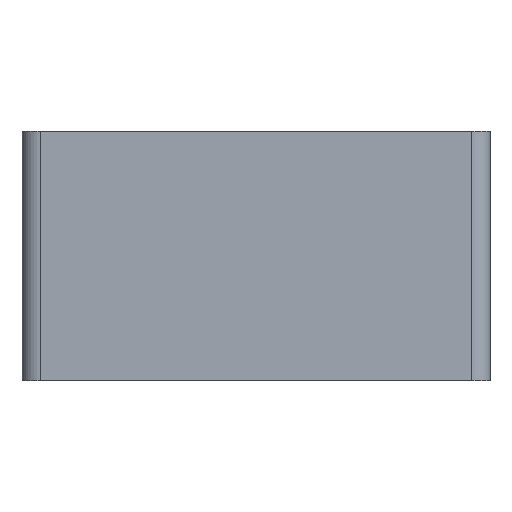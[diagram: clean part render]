
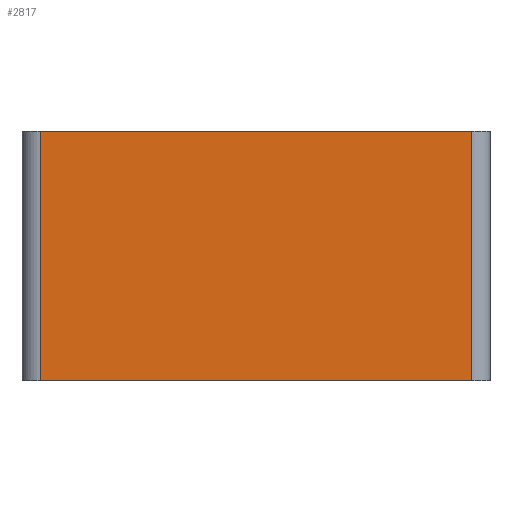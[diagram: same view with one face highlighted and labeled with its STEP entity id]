
A CAD part, left-side view. The second image highlights one B-rep face of the part: STEP entity #2817.
In plain terms, the highlighted planar face has unit normal (-1, 0, 0).
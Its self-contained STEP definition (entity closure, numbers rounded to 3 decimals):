
#954 = PLANE('',#955);
#955 = AXIS2_PLACEMENT_3D('',#956,#957,#958);
#956 = CARTESIAN_POINT('',(-55.,-37.5,40.));
#957 = DIRECTION('',(0.,0.,1.));
#958 = DIRECTION('',(1.,0.,0.));
#2123 = EDGE_CURVE('',#2124,#2126,#2128,.T.);
#2124 = VERTEX_POINT('',#2125);
#2125 = CARTESIAN_POINT('',(-56.2,-35.7,40.));
#2126 = VERTEX_POINT('',#2127);
#2127 = CARTESIAN_POINT('',(-56.2,35.7,40.));
#2128 = SURFACE_CURVE('',#2129,(#2133,#2140),.PCURVE_S1.);
#2129 = LINE('',#2130,#2131);
#2130 = CARTESIAN_POINT('',(-56.2,-37.5,40.));
#2131 = VECTOR('',#2132,1.);
#2132 = DIRECTION('',(0.,1.,0.));
#2133 = PCURVE('',#954,#2134);
#2134 = DEFINITIONAL_REPRESENTATION('',(#2135),#2139);
#2135 = LINE('',#2136,#2137);
#2136 = CARTESIAN_POINT('',(-1.2,0.));
#2137 = VECTOR('',#2138,1.);
#2138 = DIRECTION('',(0.,1.));
#2139 = ( GEOMETRIC_REPRESENTATION_CONTEXT(2) 
PARAMETRIC_REPRESENTATION_CONTEXT() REPRESENTATION_CONTEXT('2D SPACE',''
  ) );
#2140 = PCURVE('',#2141,#2146);
#2141 = PLANE('',#2142);
#2142 = AXIS2_PLACEMENT_3D('',#2143,#2144,#2145);
#2143 = CARTESIAN_POINT('',(-56.2,-37.5,0.));
#2144 = DIRECTION('',(1.,0.,0.));
#2145 = DIRECTION('',(0.,0.,1.));
#2146 = DEFINITIONAL_REPRESENTATION('',(#2147),#2151);
#2147 = LINE('',#2148,#2149);
#2148 = CARTESIAN_POINT('',(40.,0.));
#2149 = VECTOR('',#2150,1.);
#2150 = DIRECTION('',(0.,-1.));
#2151 = ( GEOMETRIC_REPRESENTATION_CONTEXT(2) 
PARAMETRIC_REPRESENTATION_CONTEXT() REPRESENTATION_CONTEXT('2D SPACE',''
  ) );
#2170 = CYLINDRICAL_SURFACE('',#2171,3.);
#2171 = AXIS2_PLACEMENT_3D('',#2172,#2173,#2174);
#2172 = CARTESIAN_POINT('',(-53.2,-35.7,-1.2));
#2173 = DIRECTION('',(0.,0.,1.));
#2174 = DIRECTION('',(-1.,0.,0.));
#2343 = CYLINDRICAL_SURFACE('',#2344,3.);
#2344 = AXIS2_PLACEMENT_3D('',#2345,#2346,#2347);
#2345 = CARTESIAN_POINT('',(-53.2,35.7,-1.2));
#2346 = DIRECTION('',(0.,0.,1.));
#2347 = DIRECTION('',(-1.,0.,0.));
#2817 = ADVANCED_FACE('',(#2818),#2141,.F.);
#2818 = FACE_BOUND('',#2819,.F.);
#2819 = EDGE_LOOP('',(#2820,#2850,#2871,#2872));
#2820 = ORIENTED_EDGE('',*,*,#2821,.F.);
#2821 = EDGE_CURVE('',#2822,#2824,#2826,.T.);
#2822 = VERTEX_POINT('',#2823);
#2823 = CARTESIAN_POINT('',(-56.2,35.7,-1.2));
#2824 = VERTEX_POINT('',#2825);
#2825 = CARTESIAN_POINT('',(-56.2,-35.7,-1.2));
#2826 = SURFACE_CURVE('',#2827,(#2831,#2838),.PCURVE_S1.);
#2827 = LINE('',#2828,#2829);
#2828 = CARTESIAN_POINT('',(-56.2,-37.5,-1.2));
#2829 = VECTOR('',#2830,1.);
#2830 = DIRECTION('',(0.,-1.,0.));
#2831 = PCURVE('',#2141,#2832);
#2832 = DEFINITIONAL_REPRESENTATION('',(#2833),#2837);
#2833 = LINE('',#2834,#2835);
#2834 = CARTESIAN_POINT('',(-1.2,0.));
#2835 = VECTOR('',#2836,1.);
#2836 = DIRECTION('',(0.,1.));
#2837 = ( GEOMETRIC_REPRESENTATION_CONTEXT(2) 
PARAMETRIC_REPRESENTATION_CONTEXT() REPRESENTATION_CONTEXT('2D SPACE',''
  ) );
#2838 = PCURVE('',#2839,#2844);
#2839 = PLANE('',#2840);
#2840 = AXIS2_PLACEMENT_3D('',#2841,#2842,#2843);
#2841 = CARTESIAN_POINT('',(-55.,-37.5,-1.2));
#2842 = DIRECTION('',(0.,0.,1.));
#2843 = DIRECTION('',(1.,0.,0.));
#2844 = DEFINITIONAL_REPRESENTATION('',(#2845),#2849);
#2845 = LINE('',#2846,#2847);
#2846 = CARTESIAN_POINT('',(-1.2,0.));
#2847 = VECTOR('',#2848,1.);
#2848 = DIRECTION('',(0.,-1.));
#2849 = ( GEOMETRIC_REPRESENTATION_CONTEXT(2) 
PARAMETRIC_REPRESENTATION_CONTEXT() REPRESENTATION_CONTEXT('2D SPACE',''
  ) );
#2850 = ORIENTED_EDGE('',*,*,#2851,.T.);
#2851 = EDGE_CURVE('',#2822,#2126,#2852,.T.);
#2852 = SURFACE_CURVE('',#2853,(#2857,#2864),.PCURVE_S1.);
#2853 = LINE('',#2854,#2855);
#2854 = CARTESIAN_POINT('',(-56.2,35.7,-1.2));
#2855 = VECTOR('',#2856,1.);
#2856 = DIRECTION('',(0.,0.,1.));
#2857 = PCURVE('',#2141,#2858);
#2858 = DEFINITIONAL_REPRESENTATION('',(#2859),#2863);
#2859 = LINE('',#2860,#2861);
#2860 = CARTESIAN_POINT('',(-1.2,-73.2));
#2861 = VECTOR('',#2862,1.);
#2862 = DIRECTION('',(1.,0.));
#2863 = ( GEOMETRIC_REPRESENTATION_CONTEXT(2) 
PARAMETRIC_REPRESENTATION_CONTEXT() REPRESENTATION_CONTEXT('2D SPACE',''
  ) );
#2864 = PCURVE('',#2343,#2865);
#2865 = DEFINITIONAL_REPRESENTATION('',(#2866),#2870);
#2866 = LINE('',#2867,#2868);
#2867 = CARTESIAN_POINT('',(-0.,0.));
#2868 = VECTOR('',#2869,1.);
#2869 = DIRECTION('',(-0.,1.));
#2870 = ( GEOMETRIC_REPRESENTATION_CONTEXT(2) 
PARAMETRIC_REPRESENTATION_CONTEXT() REPRESENTATION_CONTEXT('2D SPACE',''
  ) );
#2871 = ORIENTED_EDGE('',*,*,#2123,.F.);
#2872 = ORIENTED_EDGE('',*,*,#2873,.F.);
#2873 = EDGE_CURVE('',#2824,#2124,#2874,.T.);
#2874 = SURFACE_CURVE('',#2875,(#2879,#2886),.PCURVE_S1.);
#2875 = LINE('',#2876,#2877);
#2876 = CARTESIAN_POINT('',(-56.2,-35.7,-1.2));
#2877 = VECTOR('',#2878,1.);
#2878 = DIRECTION('',(0.,0.,1.));
#2879 = PCURVE('',#2141,#2880);
#2880 = DEFINITIONAL_REPRESENTATION('',(#2881),#2885);
#2881 = LINE('',#2882,#2883);
#2882 = CARTESIAN_POINT('',(-1.2,-1.8));
#2883 = VECTOR('',#2884,1.);
#2884 = DIRECTION('',(1.,0.));
#2885 = ( GEOMETRIC_REPRESENTATION_CONTEXT(2) 
PARAMETRIC_REPRESENTATION_CONTEXT() REPRESENTATION_CONTEXT('2D SPACE',''
  ) );
#2886 = PCURVE('',#2170,#2887);
#2887 = DEFINITIONAL_REPRESENTATION('',(#2888),#2892);
#2888 = LINE('',#2889,#2890);
#2889 = CARTESIAN_POINT('',(0.,0.));
#2890 = VECTOR('',#2891,1.);
#2891 = DIRECTION('',(0.,1.));
#2892 = ( GEOMETRIC_REPRESENTATION_CONTEXT(2) 
PARAMETRIC_REPRESENTATION_CONTEXT() REPRESENTATION_CONTEXT('2D SPACE',''
  ) );
